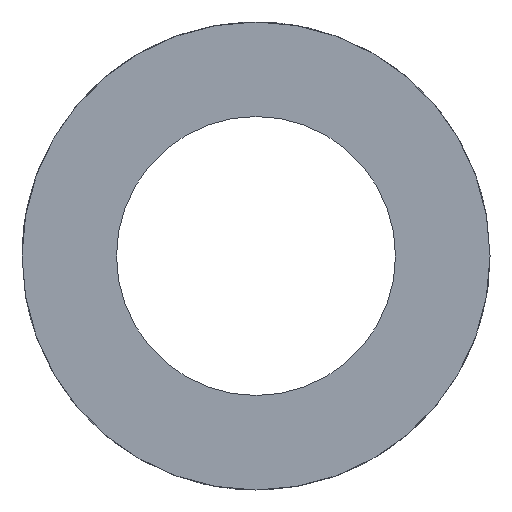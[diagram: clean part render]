
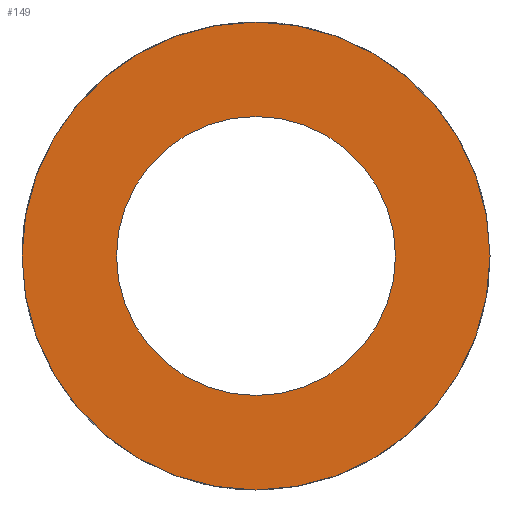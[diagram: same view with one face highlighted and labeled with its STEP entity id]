
A CAD part, left-side view. The second image highlights one B-rep face of the part: STEP entity #149.
In plain terms, the highlighted planar face has unit normal (-1, 0, 0).
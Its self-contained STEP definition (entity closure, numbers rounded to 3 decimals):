
#21 = EDGE_LOOP ( 'NONE', ( #654, #1007 ) ) ;
#65 = DIRECTION ( 'NONE',  ( 0., -1., 0. ) ) ;
#69 = DIRECTION ( 'NONE',  ( -1., 0., 0. ) ) ;
#149 = ADVANCED_FACE ( 'NONE', ( #1022, #245 ), #465, .T. ) ;
#217 = CARTESIAN_POINT ( 'NONE',  ( -15., 0., 0. ) ) ;
#225 = EDGE_CURVE ( 'NONE', #588, #752, #2192, .T. ) ;
#243 = CIRCLE ( 'NONE', #2459, 10.65 ) ;
#245 = FACE_OUTER_BOUND ( 'NONE', #2447, .T. ) ;
#465 = PLANE ( 'NONE',  #1764 ) ;
#588 = VERTEX_POINT ( 'NONE', #908 ) ;
#599 = EDGE_CURVE ( 'NONE', #1930, #2204, #243, .T. ) ;
#621 = CARTESIAN_POINT ( 'NONE',  ( -15., 0., 0. ) ) ;
#654 = ORIENTED_EDGE ( 'NONE', *, *, #225, .F. ) ;
#661 = CARTESIAN_POINT ( 'NONE',  ( -15., 0., 0. ) ) ;
#752 = VERTEX_POINT ( 'NONE', #825 ) ;
#789 = DIRECTION ( 'NONE',  ( -1., 0., 0. ) ) ;
#825 = CARTESIAN_POINT ( 'NONE',  ( -15., -6.35, 0. ) ) ;
#835 = DIRECTION ( 'NONE',  ( 0., -1., 0. ) ) ;
#838 = ORIENTED_EDGE ( 'NONE', *, *, #1625, .T. ) ;
#908 = CARTESIAN_POINT ( 'NONE',  ( -15., 6.35, 0. ) ) ;
#909 = CARTESIAN_POINT ( 'NONE',  ( -15., -10.65, 0. ) ) ;
#975 = DIRECTION ( 'NONE',  ( 0., -1., 0. ) ) ;
#1007 = ORIENTED_EDGE ( 'NONE', *, *, #1548, .F. ) ;
#1022 = FACE_BOUND ( 'NONE', #21, .T. ) ;
#1058 = DIRECTION ( 'NONE',  ( -1., 0., 0. ) ) ;
#1115 = CIRCLE ( 'NONE', #1757, 10.65 ) ;
#1170 = ORIENTED_EDGE ( 'NONE', *, *, #599, .T. ) ;
#1178 = DIRECTION ( 'NONE',  ( 0., -1., 0. ) ) ;
#1197 = AXIS2_PLACEMENT_3D ( 'NONE', #661, #1058, #1237 ) ;
#1215 = DIRECTION ( 'NONE',  ( -1., 0., 0. ) ) ;
#1216 = DIRECTION ( 'NONE',  ( -1., 0., 0. ) ) ;
#1237 = DIRECTION ( 'NONE',  ( 0., -1., 0. ) ) ;
#1271 = CIRCLE ( 'NONE', #1398, 6.35 ) ;
#1398 = AXIS2_PLACEMENT_3D ( 'NONE', #1768, #1216, #975 ) ;
#1548 = EDGE_CURVE ( 'NONE', #752, #588, #1271, .T. ) ;
#1625 = EDGE_CURVE ( 'NONE', #2204, #1930, #1115, .T. ) ;
#1723 = CARTESIAN_POINT ( 'NONE',  ( -15., 0., 0. ) ) ;
#1757 = AXIS2_PLACEMENT_3D ( 'NONE', #1723, #69, #835 ) ;
#1764 = AXIS2_PLACEMENT_3D ( 'NONE', #217, #1215, #1178 ) ;
#1768 = CARTESIAN_POINT ( 'NONE',  ( -15., 0., 0. ) ) ;
#1930 = VERTEX_POINT ( 'NONE', #909 ) ;
#2192 = CIRCLE ( 'NONE', #1197, 6.35 ) ;
#2204 = VERTEX_POINT ( 'NONE', #2352 ) ;
#2352 = CARTESIAN_POINT ( 'NONE',  ( -15., 10.65, 0. ) ) ;
#2447 = EDGE_LOOP ( 'NONE', ( #838, #1170 ) ) ;
#2459 = AXIS2_PLACEMENT_3D ( 'NONE', #621, #789, #65 ) ;
